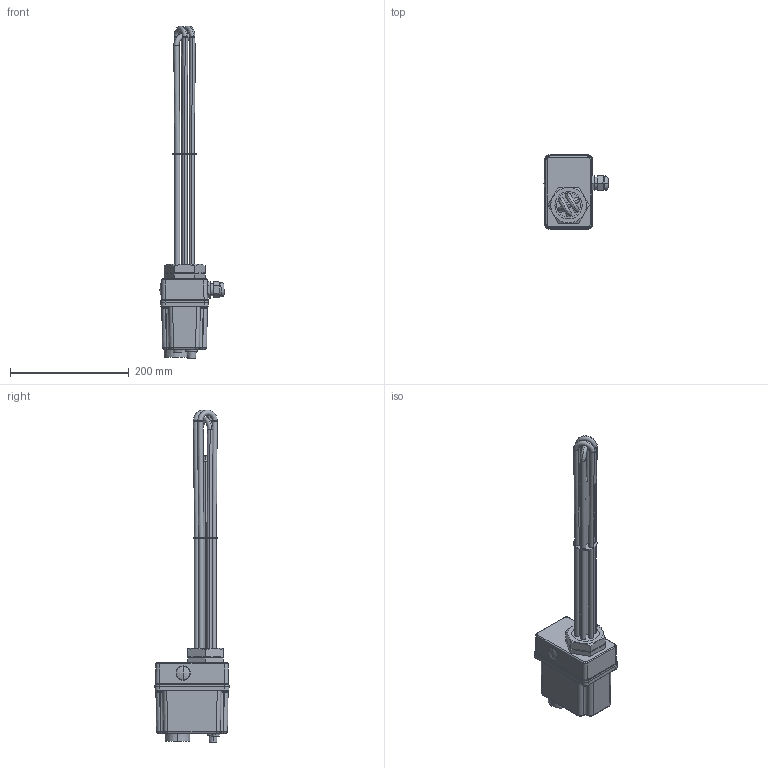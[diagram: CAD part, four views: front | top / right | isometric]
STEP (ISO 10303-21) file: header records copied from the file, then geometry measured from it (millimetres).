
FILE_DESCRIPTION (( 'STEP AP214' ), '1' );
FILE_NAME ('TRG 22.STEP', '2013-02-19T08:25:04', ( 'Uzivatel' ), ( '' ), 'SwSTEP 2.0', 'SolidWorks 2013', '' );
FILE_SCHEMA (( 'AUTOMOTIVE_DESIGN' ));
Length unit declared in the file: millimetre
Products named in the file (1): TRG 22
Bounding box: 108.3 x 125 x 560.35 mm (x, y, z)
Volume: 1331953.9 mm3; surface area: 183552.5 mm2
Topology: 16 solids, 16 shells, 492 faces, 1172 edges, 720 vertices
Faces by surface type: plane 167, cylinder 145, bspline 80, cone 48, torus 42, sphere 10
Entity records: 15775 total; most frequent: CARTESIAN_POINT 4732, ORIENTED_EDGE 2328, DIRECTION 2264, EDGE_CURVE 1164, AXIS2_PLACEMENT_3D 934, VERTEX_POINT 720, EDGE_LOOP 534, CIRCLE 521
